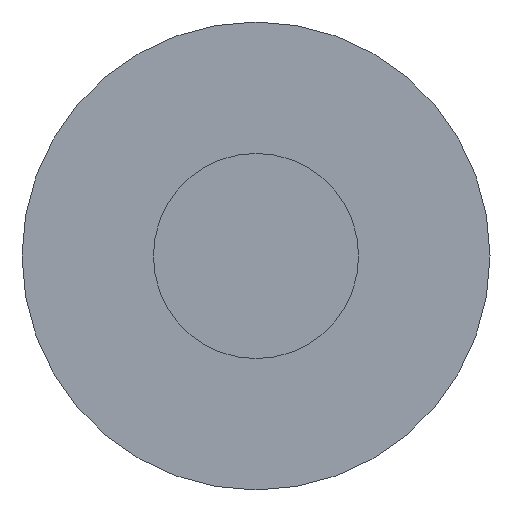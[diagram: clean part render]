
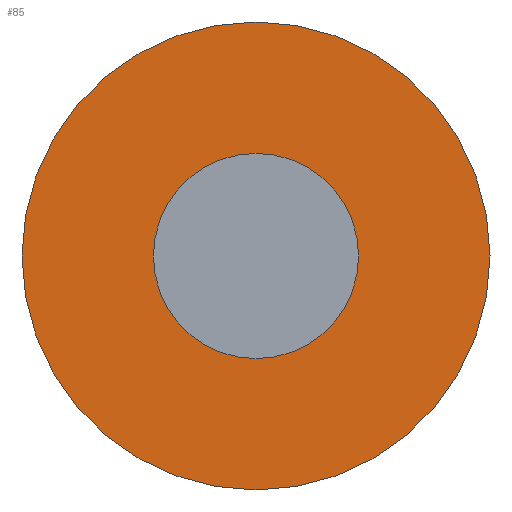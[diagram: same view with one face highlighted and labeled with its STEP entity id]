
A CAD part, left-side view. The second image highlights one B-rep face of the part: STEP entity #85.
In plain terms, the highlighted planar face has unit normal (-1, 0, 0).
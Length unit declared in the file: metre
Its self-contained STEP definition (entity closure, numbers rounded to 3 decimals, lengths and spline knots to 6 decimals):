
#30=ORIENTED_EDGE('',*,*,#39,.F.);
#31=ORIENTED_EDGE('',*,*,#38,.F.);
#38=EDGE_CURVE('',#44,#44,#50,.T.);
#39=EDGE_CURVE('',#45,#45,#51,.T.);
#44=VERTEX_POINT('',#153);
#45=VERTEX_POINT('',#157);
#50=CIRCLE('',#107,0.011311);
#51=CIRCLE('',#110,0.004961);
#60=EDGE_LOOP('',(#30));
#61=EDGE_LOOP('',(#31));
#72=FACE_BOUND('',#60,.T.);
#73=FACE_BOUND('',#61,.T.);
#79=PLANE('',#109);
#85=ADVANCED_FACE('',(#72,#73),#79,.F.);
#107=AXIS2_PLACEMENT_3D('',#152,#128,#129);
#109=AXIS2_PLACEMENT_3D('',#155,#132,#133);
#110=AXIS2_PLACEMENT_3D('',#156,#134,#135);
#128=DIRECTION('',(1.,0.,0.));
#129=DIRECTION('',(0.,1.,0.));
#132=DIRECTION('',(1.,0.,0.));
#133=DIRECTION('',(0.,1.,0.));
#134=DIRECTION('',(-1.,0.,0.));
#135=DIRECTION('',(0.,-1.,0.));
#152=CARTESIAN_POINT('',(-0.428192,-0.637331,0.055279));
#153=CARTESIAN_POINT('',(-0.428192,-0.626021,0.055279));
#155=CARTESIAN_POINT('',(-0.428192,-0.176801,0.063663));
#156=CARTESIAN_POINT('',(-0.428192,-0.637331,0.055279));
#157=CARTESIAN_POINT('',(-0.428192,-0.642292,0.055279));
